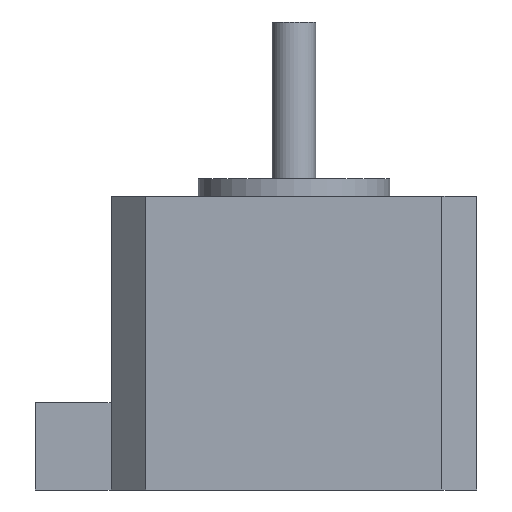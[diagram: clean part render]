
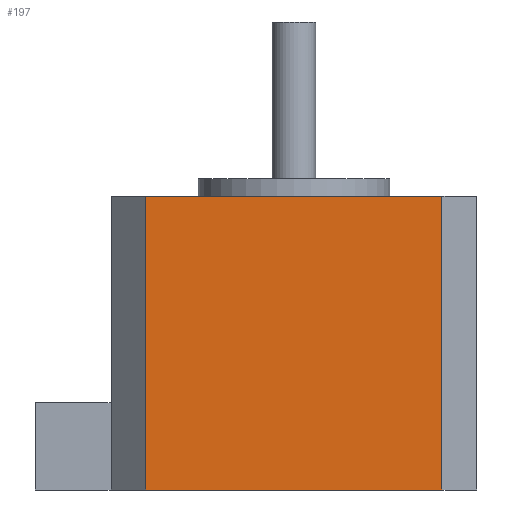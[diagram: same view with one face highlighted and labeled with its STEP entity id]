
A CAD part, front view. The second image highlights one B-rep face of the part: STEP entity #197.
In plain terms, the highlighted planar face has unit normal (0, -1, 0).
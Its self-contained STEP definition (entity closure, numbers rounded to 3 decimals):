
#19 = ORIENTED_EDGE ( 'NONE', *, *, #908, .T. ) ;
#72 = CARTESIAN_POINT ( 'NONE',  ( -17.007, -21., -33.75 ) ) ;
#152 = VERTEX_POINT ( 'NONE', #713 ) ;
#169 = CARTESIAN_POINT ( 'NONE',  ( 17.007, -21., 0. ) ) ;
#197 = ADVANCED_FACE ( 'NONE', ( #883 ), #607, .F. ) ;
#265 = LINE ( 'NONE', #1421, #1403 ) ;
#277 = DIRECTION ( 'NONE',  ( -1., 0., 0. ) ) ;
#288 = LINE ( 'NONE', #1438, #360 ) ;
#360 = VECTOR ( 'NONE', #747, 1000. ) ;
#487 = VERTEX_POINT ( 'NONE', #169 ) ;
#498 = LINE ( 'NONE', #1227, #1032 ) ;
#500 = ORIENTED_EDGE ( 'NONE', *, *, #836, .F. ) ;
#506 = DIRECTION ( 'NONE',  ( 0., 0., -1. ) ) ;
#607 = PLANE ( 'NONE',  #1313 ) ;
#635 = VERTEX_POINT ( 'NONE', #1108 ) ;
#713 = CARTESIAN_POINT ( 'NONE',  ( -17.007, -21., 0. ) ) ;
#747 = DIRECTION ( 'NONE',  ( 1., 0., 0. ) ) ;
#836 = EDGE_CURVE ( 'NONE', #487, #635, #265, .T. ) ;
#883 = FACE_OUTER_BOUND ( 'NONE', #1276, .T. ) ;
#908 = EDGE_CURVE ( 'NONE', #1143, #635, #1412, .T. ) ;
#947 = DIRECTION ( 'NONE',  ( 0., 1., 0. ) ) ;
#977 = EDGE_CURVE ( 'NONE', #152, #1143, #498, .T. ) ;
#1013 = ORIENTED_EDGE ( 'NONE', *, *, #1115, .F. ) ;
#1032 = VECTOR ( 'NONE', #1112, 1000. ) ;
#1104 = VECTOR ( 'NONE', #1216, 1000. ) ;
#1108 = CARTESIAN_POINT ( 'NONE',  ( 17.007, -21., -33.75 ) ) ;
#1112 = DIRECTION ( 'NONE',  ( 0., 0., -1. ) ) ;
#1115 = EDGE_CURVE ( 'NONE', #152, #487, #288, .T. ) ;
#1143 = VERTEX_POINT ( 'NONE', #72 ) ;
#1216 = DIRECTION ( 'NONE',  ( 1., 0., 0. ) ) ;
#1220 = ORIENTED_EDGE ( 'NONE', *, *, #977, .T. ) ;
#1227 = CARTESIAN_POINT ( 'NONE',  ( -17.007, -21., 0. ) ) ;
#1276 = EDGE_LOOP ( 'NONE', ( #1013, #1220, #19, #500 ) ) ;
#1313 = AXIS2_PLACEMENT_3D ( 'NONE', #1408, #947, #277 ) ;
#1328 = CARTESIAN_POINT ( 'NONE',  ( -17.007, -21., -33.75 ) ) ;
#1403 = VECTOR ( 'NONE', #506, 1000. ) ;
#1408 = CARTESIAN_POINT ( 'NONE',  ( -17.007, -21., 0. ) ) ;
#1412 = LINE ( 'NONE', #1328, #1104 ) ;
#1421 = CARTESIAN_POINT ( 'NONE',  ( 17.007, -21., 0. ) ) ;
#1438 = CARTESIAN_POINT ( 'NONE',  ( -17.007, -21., 0. ) ) ;
